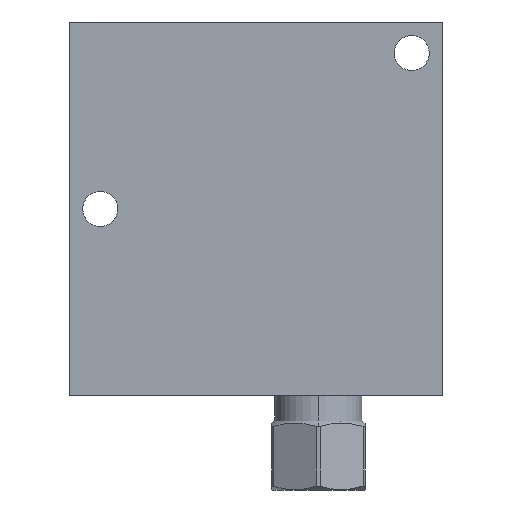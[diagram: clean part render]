
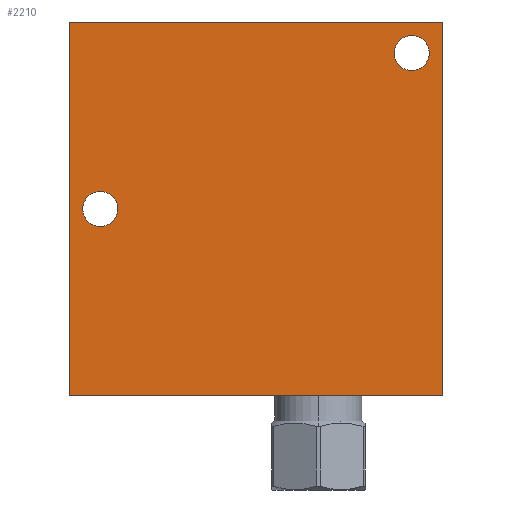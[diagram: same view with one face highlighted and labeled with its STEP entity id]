
A CAD part, front view. The second image highlights one B-rep face of the part: STEP entity #2210.
In plain terms, the highlighted planar face has unit normal (0, -1, 0).
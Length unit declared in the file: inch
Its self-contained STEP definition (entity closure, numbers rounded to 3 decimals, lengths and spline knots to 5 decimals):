
#5=DIRECTION('',(1.,0.,0.));
#6=VECTOR('',#5,3.);
#7=CARTESIAN_POINT('',(0.,-1.,0.));
#8=LINE('',#7,#6);
#75=DIRECTION('',(0.,0.,1.));
#76=VECTOR('',#75,3.);
#77=CARTESIAN_POINT('',(3.,-1.,0.));
#78=LINE('',#77,#76);
#99=DIRECTION('',(0.,0.,1.));
#100=VECTOR('',#99,3.);
#101=CARTESIAN_POINT('',(0.,-1.,0.));
#102=LINE('',#101,#100);
#103=CARTESIAN_POINT('',(0.25,-1.,1.5));
#104=DIRECTION('',(0.,1.,0.));
#105=DIRECTION('',(0.,0.,-1.));
#106=AXIS2_PLACEMENT_3D('',#103,#104,#105);
#108=CARTESIAN_POINT('',(0.25,-1.,1.5));
#109=DIRECTION('',(0.,1.,0.));
#110=DIRECTION('',(0.,0.,1.));
#111=AXIS2_PLACEMENT_3D('',#108,#109,#110);
#113=CARTESIAN_POINT('',(2.75,-1.,2.75));
#114=DIRECTION('',(0.,1.,0.));
#115=DIRECTION('',(0.,0.,-1.));
#116=AXIS2_PLACEMENT_3D('',#113,#114,#115);
#118=CARTESIAN_POINT('',(2.75,-1.,2.75));
#119=DIRECTION('',(0.,1.,0.));
#120=DIRECTION('',(0.,0.,1.));
#121=AXIS2_PLACEMENT_3D('',#118,#119,#120);
#135=DIRECTION('',(1.,0.,0.));
#136=VECTOR('',#135,3.);
#137=CARTESIAN_POINT('',(0.,-1.,3.));
#138=LINE('',#137,#136);
#1818=CARTESIAN_POINT('',(0.,-1.,0.));
#1820=VERTEX_POINT('',#1818);
#1821=CARTESIAN_POINT('',(3.,-1.,0.));
#1822=VERTEX_POINT('',#1821);
#1826=CARTESIAN_POINT('',(0.,-1.,3.));
#1828=VERTEX_POINT('',#1826);
#1829=CARTESIAN_POINT('',(3.,-1.,3.));
#1830=VERTEX_POINT('',#1829);
#1957=CARTESIAN_POINT('',(0.25,-1.,1.3595));
#1958=CARTESIAN_POINT('',(0.25,-1.,1.6405));
#1959=VERTEX_POINT('',#1957);
#1960=VERTEX_POINT('',#1958);
#1965=CARTESIAN_POINT('',(2.75,-1.,2.6095));
#1966=CARTESIAN_POINT('',(2.75,-1.,2.8905));
#1967=VERTEX_POINT('',#1965);
#1968=VERTEX_POINT('',#1966);
#2186=CARTESIAN_POINT('',(0.,-1.,0.));
#2187=DIRECTION('',(0.,-1.,0.));
#2188=DIRECTION('',(1.,0.,0.));
#2189=AXIS2_PLACEMENT_3D('',#2186,#2187,#2188);
#2190=PLANE('',#2189);
#2191=ORIENTED_EDGE('',*,*,#2092,.F.);
#2192=ORIENTED_EDGE('',*,*,#2117,.T.);
#2194=ORIENTED_EDGE('',*,*,#2193,.T.);
#2195=ORIENTED_EDGE('',*,*,#2166,.F.);
#2196=EDGE_LOOP('',(#2191,#2192,#2194,#2195));
#2197=FACE_OUTER_BOUND('',#2196,.F.);
#2199=ORIENTED_EDGE('',*,*,#2198,.F.);
#2201=ORIENTED_EDGE('',*,*,#2200,.F.);
#2202=EDGE_LOOP('',(#2199,#2201));
#2203=FACE_BOUND('',#2202,.F.);
#2205=ORIENTED_EDGE('',*,*,#2204,.F.);
#2207=ORIENTED_EDGE('',*,*,#2206,.F.);
#2208=EDGE_LOOP('',(#2205,#2207));
#2209=FACE_BOUND('',#2208,.F.);
#2210=ADVANCED_FACE('',(#2197,#2203,#2209),#2190,.T.);
#107=CIRCLE('',#106,0.1405);
#112=CIRCLE('',#111,0.1405);
#117=CIRCLE('',#116,0.1405);
#122=CIRCLE('',#121,0.1405);
#2092=EDGE_CURVE('',#1820,#1822,#8,.T.);
#2117=EDGE_CURVE('',#1820,#1828,#102,.T.);
#2166=EDGE_CURVE('',#1822,#1830,#78,.T.);
#2193=EDGE_CURVE('',#1828,#1830,#138,.T.);
#2198=EDGE_CURVE('',#1959,#1960,#107,.T.);
#2200=EDGE_CURVE('',#1960,#1959,#112,.T.);
#2204=EDGE_CURVE('',#1967,#1968,#117,.T.);
#2206=EDGE_CURVE('',#1968,#1967,#122,.T.);
